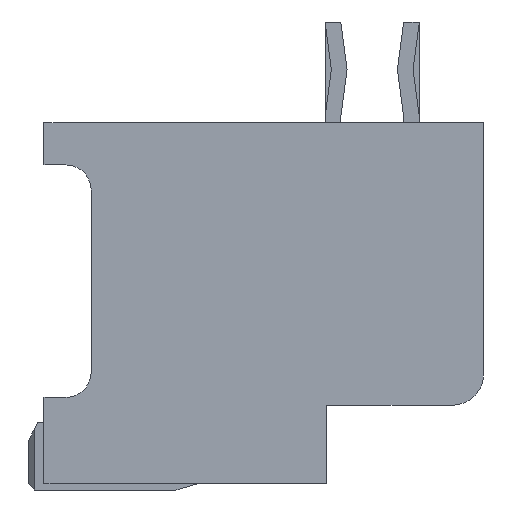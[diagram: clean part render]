
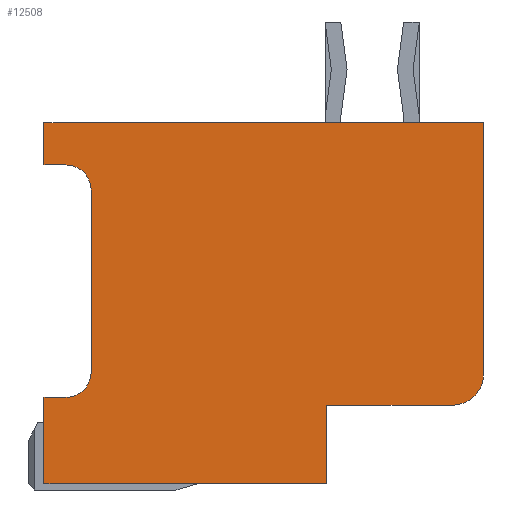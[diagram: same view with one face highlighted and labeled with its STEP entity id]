
A CAD part, left-side view. The second image highlights one B-rep face of the part: STEP entity #12508.
In plain terms, the highlighted planar face has unit normal (-1, 0, 0).
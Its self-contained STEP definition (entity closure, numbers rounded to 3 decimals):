
#1=DIRECTION('',(0.,-1.,0.));
#2=VECTOR('',#1,14.);
#3=CARTESIAN_POINT('',(-19.7,7.,5.05));
#4=LINE('',#3,#2);
#5=DIRECTION('',(0.,0.,-1.));
#6=VECTOR('',#5,8.);
#7=CARTESIAN_POINT('',(-19.7,-7.,5.05));
#8=LINE('',#7,#6);
#9=CARTESIAN_POINT('',(-19.7,-6.,-2.95));
#10=DIRECTION('',(1.,0.,0.));
#11=DIRECTION('',(0.,-1.,0.));
#12=AXIS2_PLACEMENT_3D('',#9,#10,#11);
#14=DIRECTION('',(0.,1.,0.));
#15=VECTOR('',#14,4.);
#16=CARTESIAN_POINT('',(-19.7,-6.,-3.95));
#17=LINE('',#16,#15);
#18=DIRECTION('',(0.,0.,-1.));
#19=VECTOR('',#18,2.5);
#20=CARTESIAN_POINT('',(-19.7,-2.,-3.95));
#21=LINE('',#20,#19);
#22=DIRECTION('',(0.,1.,0.));
#23=VECTOR('',#22,9.);
#24=CARTESIAN_POINT('',(-19.7,-2.,-6.45));
#25=LINE('',#24,#23);
#26=DIRECTION('',(0.,0.,1.));
#27=VECTOR('',#26,2.75);
#28=CARTESIAN_POINT('',(-19.7,7.,-6.45));
#29=LINE('',#28,#27);
#30=DIRECTION('',(0.,-1.,0.));
#31=VECTOR('',#30,0.7);
#32=CARTESIAN_POINT('',(-19.7,7.,-3.7));
#33=LINE('',#32,#31);
#34=CARTESIAN_POINT('',(-19.7,6.3,-2.9));
#35=DIRECTION('',(-1.,0.,0.));
#36=DIRECTION('',(0.,0.,-1.));
#37=AXIS2_PLACEMENT_3D('',#34,#35,#36);
#39=DIRECTION('',(0.,0.,1.));
#40=VECTOR('',#39,5.8);
#41=CARTESIAN_POINT('',(-19.7,5.5,-2.9));
#42=LINE('',#41,#40);
#43=CARTESIAN_POINT('',(-19.7,6.3,2.9));
#44=DIRECTION('',(-1.,0.,0.));
#45=DIRECTION('',(0.,-1.,0.));
#46=AXIS2_PLACEMENT_3D('',#43,#44,#45);
#48=DIRECTION('',(0.,1.,0.));
#49=VECTOR('',#48,0.7);
#50=CARTESIAN_POINT('',(-19.7,6.3,3.7));
#51=LINE('',#50,#49);
#52=DIRECTION('',(0.,0.,1.));
#53=VECTOR('',#52,1.35);
#54=CARTESIAN_POINT('',(-19.7,7.,3.7));
#55=LINE('',#54,#53);
#9415=CARTESIAN_POINT('',(-19.7,7.,5.05));
#9416=CARTESIAN_POINT('',(-19.7,-7.,5.05));
#9417=VERTEX_POINT('',#9415);
#9418=VERTEX_POINT('',#9416);
#9419=CARTESIAN_POINT('',(-19.7,-7.,-2.95));
#9420=VERTEX_POINT('',#9419);
#9421=CARTESIAN_POINT('',(-19.7,-6.,-3.95));
#9422=VERTEX_POINT('',#9421);
#9423=CARTESIAN_POINT('',(-19.7,-2.,-3.95));
#9424=VERTEX_POINT('',#9423);
#9425=CARTESIAN_POINT('',(-19.7,-2.,-6.45));
#9426=VERTEX_POINT('',#9425);
#9427=CARTESIAN_POINT('',(-19.7,7.,-6.45));
#9428=VERTEX_POINT('',#9427);
#9429=CARTESIAN_POINT('',(-19.7,7.,-3.7));
#9430=VERTEX_POINT('',#9429);
#9445=CARTESIAN_POINT('',(-19.7,6.3,-3.7));
#9446=VERTEX_POINT('',#9445);
#9447=CARTESIAN_POINT('',(-19.7,5.5,-2.9));
#9448=VERTEX_POINT('',#9447);
#9449=CARTESIAN_POINT('',(-19.7,5.5,2.9));
#9450=VERTEX_POINT('',#9449);
#9451=CARTESIAN_POINT('',(-19.7,6.3,3.7));
#9452=VERTEX_POINT('',#9451);
#9453=CARTESIAN_POINT('',(-19.7,7.,3.7));
#9454=VERTEX_POINT('',#9453);
#12475=CARTESIAN_POINT('',(-19.7,0.,0.));
#12476=DIRECTION('',(1.,0.,0.));
#12477=DIRECTION('',(0.,0.,-1.));
#12478=AXIS2_PLACEMENT_3D('',#12475,#12476,#12477);
#12479=PLANE('',#12478);
#12481=ORIENTED_EDGE('',*,*,#12480,.T.);
#12483=ORIENTED_EDGE('',*,*,#12482,.T.);
#12485=ORIENTED_EDGE('',*,*,#12484,.T.);
#12487=ORIENTED_EDGE('',*,*,#12486,.T.);
#12489=ORIENTED_EDGE('',*,*,#12488,.T.);
#12491=ORIENTED_EDGE('',*,*,#12490,.T.);
#12493=ORIENTED_EDGE('',*,*,#12492,.T.);
#12495=ORIENTED_EDGE('',*,*,#12494,.T.);
#12497=ORIENTED_EDGE('',*,*,#12496,.T.);
#12499=ORIENTED_EDGE('',*,*,#12498,.T.);
#12501=ORIENTED_EDGE('',*,*,#12500,.T.);
#12503=ORIENTED_EDGE('',*,*,#12502,.T.);
#12505=ORIENTED_EDGE('',*,*,#12504,.T.);
#12506=EDGE_LOOP('',(#12481,#12483,#12485,#12487,#12489,#12491,#12493,#12495,
#12497,#12499,#12501,#12503,#12505));
#12507=FACE_OUTER_BOUND('',#12506,.F.);
#12508=ADVANCED_FACE('',(#12507),#12479,.F.);
#13=CIRCLE('',#12,1.);
#38=CIRCLE('',#37,0.8);
#47=CIRCLE('',#46,0.8);
#12480=EDGE_CURVE('',#9417,#9418,#4,.T.);
#12482=EDGE_CURVE('',#9418,#9420,#8,.T.);
#12484=EDGE_CURVE('',#9420,#9422,#13,.T.);
#12486=EDGE_CURVE('',#9422,#9424,#17,.T.);
#12488=EDGE_CURVE('',#9424,#9426,#21,.T.);
#12490=EDGE_CURVE('',#9426,#9428,#25,.T.);
#12492=EDGE_CURVE('',#9428,#9430,#29,.T.);
#12494=EDGE_CURVE('',#9430,#9446,#33,.T.);
#12496=EDGE_CURVE('',#9446,#9448,#38,.T.);
#12498=EDGE_CURVE('',#9448,#9450,#42,.T.);
#12500=EDGE_CURVE('',#9450,#9452,#47,.T.);
#12502=EDGE_CURVE('',#9452,#9454,#51,.T.);
#12504=EDGE_CURVE('',#9454,#9417,#55,.T.);
